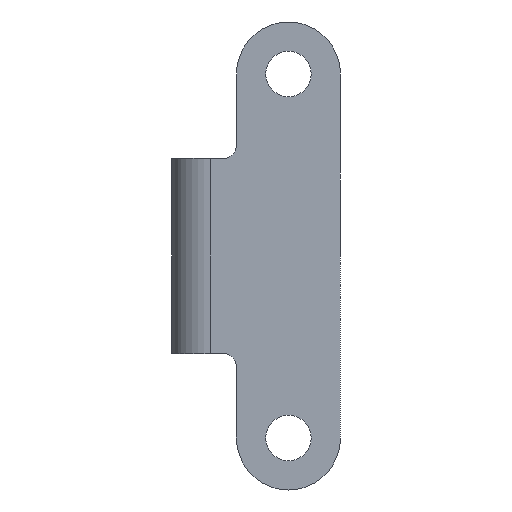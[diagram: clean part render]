
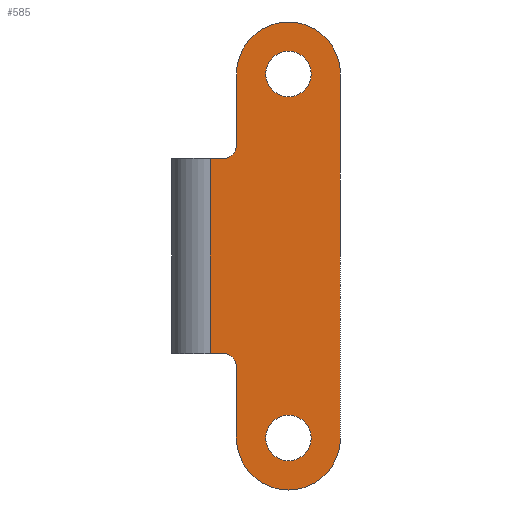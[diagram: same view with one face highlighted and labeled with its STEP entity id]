
A CAD part, front view. The second image highlights one B-rep face of the part: STEP entity #585.
In plain terms, the highlighted planar face has unit normal (0, -1, 0).
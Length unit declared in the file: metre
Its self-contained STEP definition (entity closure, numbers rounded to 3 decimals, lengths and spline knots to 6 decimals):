
#4 = CIRCLE ( 'NONE', #577, 0.00175 ) ;
#6 = CARTESIAN_POINT ( 'NONE',  ( 0.002, -0.003, -0.0085 ) ) ;
#7 = LINE ( 'NONE', #398, #284 ) ;
#8 = PLANE ( 'NONE',  #27 ) ;
#12 = VECTOR ( 'NONE', #168, 1. ) ;
#17 = VERTEX_POINT ( 'NONE', #253 ) ;
#23 = VERTEX_POINT ( 'NONE', #118 ) ;
#26 = AXIS2_PLACEMENT_3D ( 'NONE', #270, #520, #633 ) ;
#27 = AXIS2_PLACEMENT_3D ( 'NONE', #651, #328, #528 ) ;
#30 = DIRECTION ( 'NONE',  ( 0., 0., 1. ) ) ;
#32 = CARTESIAN_POINT ( 'NONE',  ( 0.01, -0.003, 0.014 ) ) ;
#34 = ORIENTED_EDGE ( 'NONE', *, *, #307, .F. ) ;
#40 = DIRECTION ( 'NONE',  ( 0., 0., -1. ) ) ;
#58 = CARTESIAN_POINT ( 'NONE',  ( 0.002, -0.003, -0.014 ) ) ;
#59 = EDGE_CURVE ( 'NONE', #413, #17, #377, .T. ) ;
#63 = CARTESIAN_POINT ( 'NONE',  ( 0.006, -0.003, -0.01575 ) ) ;
#65 = EDGE_CURVE ( 'NONE', #88, #797, #233, .T. ) ;
#81 = VERTEX_POINT ( 'NONE', #115 ) ;
#84 = CIRCLE ( 'NONE', #501, 0.001 ) ;
#88 = VERTEX_POINT ( 'NONE', #310 ) ;
#98 = DIRECTION ( 'NONE',  ( 0., 0., 1. ) ) ;
#115 = CARTESIAN_POINT ( 'NONE',  ( 0.002, -0.003, -0.014 ) ) ;
#118 = CARTESIAN_POINT ( 'NONE',  ( 0.006, -0.003, 0.01225 ) ) ;
#120 = ORIENTED_EDGE ( 'NONE', *, *, #343, .F. ) ;
#136 = DIRECTION ( 'NONE',  ( 1., 0., 0. ) ) ;
#142 = CARTESIAN_POINT ( 'NONE',  ( 0.001, -0.003, 0.0075 ) ) ;
#144 = VERTEX_POINT ( 'NONE', #142 ) ;
#145 = CARTESIAN_POINT ( 'NONE',  ( 0., -0.003, 0.0075 ) ) ;
#154 = ORIENTED_EDGE ( 'NONE', *, *, #293, .F. ) ;
#168 = DIRECTION ( 'NONE',  ( 0., 0., 1. ) ) ;
#170 = DIRECTION ( 'NONE',  ( 0., 1., 0. ) ) ;
#176 = EDGE_CURVE ( 'NONE', #629, #446, #7, .T. ) ;
#196 = DIRECTION ( 'NONE',  ( -1., 0., 0. ) ) ;
#203 = CIRCLE ( 'NONE', #831, 0.004 ) ;
#205 = EDGE_CURVE ( 'NONE', #144, #17, #751, .T. ) ;
#207 = DIRECTION ( 'NONE',  ( 0., 1., 0. ) ) ;
#214 = EDGE_CURVE ( 'NONE', #728, #442, #712, .T. ) ;
#217 = FACE_BOUND ( 'NONE', #757, .T. ) ;
#221 = CARTESIAN_POINT ( 'NONE',  ( 0.006, -0.003, 0.014 ) ) ;
#233 = LINE ( 'NONE', #746, #12 ) ;
#250 = ORIENTED_EDGE ( 'NONE', *, *, #426, .F. ) ;
#252 = EDGE_CURVE ( 'NONE', #629, #515, #84, .T. ) ;
#253 = CARTESIAN_POINT ( 'NONE',  ( 0.002, -0.003, 0.0085 ) ) ;
#258 = VECTOR ( 'NONE', #360, 1. ) ;
#264 = ORIENTED_EDGE ( 'NONE', *, *, #451, .T. ) ;
#270 = CARTESIAN_POINT ( 'NONE',  ( 0.001, -0.003, 0.0085 ) ) ;
#273 = EDGE_LOOP ( 'NONE', ( #363, #317, #264, #154, #498, #250, #120, #532, #304, #449, #34 ) ) ;
#284 = VECTOR ( 'NONE', #196, 1. ) ;
#286 = AXIS2_PLACEMENT_3D ( 'NONE', #800, #473, #98 ) ;
#290 = VERTEX_POINT ( 'NONE', #674 ) ;
#293 = EDGE_CURVE ( 'NONE', #88, #81, #739, .T. ) ;
#302 = EDGE_LOOP ( 'NONE', ( #429, #713 ) ) ;
#303 = LINE ( 'NONE', #58, #620 ) ;
#304 = ORIENTED_EDGE ( 'NONE', *, *, #205, .F. ) ;
#307 = EDGE_CURVE ( 'NONE', #446, #615, #538, .T. ) ;
#309 = VECTOR ( 'NONE', #136, 1. ) ;
#310 = CARTESIAN_POINT ( 'NONE',  ( 0.01, -0.003, -0.014 ) ) ;
#317 = ORIENTED_EDGE ( 'NONE', *, *, #252, .T. ) ;
#321 = CARTESIAN_POINT ( 'NONE',  ( 0., -0.003, -0.0075 ) ) ;
#324 = DIRECTION ( 'NONE',  ( 0., 0., 1. ) ) ;
#326 = AXIS2_PLACEMENT_3D ( 'NONE', #706, #496, #763 ) ;
#328 = DIRECTION ( 'NONE',  ( 0., 1., 0. ) ) ;
#332 = VERTEX_POINT ( 'NONE', #534 ) ;
#333 = FACE_BOUND ( 'NONE', #302, .T. ) ;
#343 = EDGE_CURVE ( 'NONE', #413, #332, #454, .T. ) ;
#360 = DIRECTION ( 'NONE',  ( 0., 0., 1. ) ) ;
#363 = ORIENTED_EDGE ( 'NONE', *, *, #176, .F. ) ;
#377 = LINE ( 'NONE', #755, #403 ) ;
#380 = CARTESIAN_POINT ( 'NONE',  ( 0.006, -0.003, 0.014 ) ) ;
#382 = DIRECTION ( 'NONE',  ( 0., 1., 0. ) ) ;
#398 = CARTESIAN_POINT ( 'NONE',  ( 0., -0.003, -0.0075 ) ) ;
#403 = VECTOR ( 'NONE', #40, 1. ) ;
#409 = CARTESIAN_POINT ( 'NONE',  ( 0.006, -0.003, -0.014 ) ) ;
#411 = DIRECTION ( 'NONE',  ( 0., 0., 1. ) ) ;
#413 = VERTEX_POINT ( 'NONE', #561 ) ;
#415 = AXIS2_PLACEMENT_3D ( 'NONE', #509, #207, #445 ) ;
#416 = CARTESIAN_POINT ( 'NONE',  ( 0.006, -0.003, -0.01225 ) ) ;
#426 = EDGE_CURVE ( 'NONE', #332, #797, #203, .T. ) ;
#429 = ORIENTED_EDGE ( 'NONE', *, *, #466, .T. ) ;
#442 = VERTEX_POINT ( 'NONE', #63 ) ;
#445 = DIRECTION ( 'NONE',  ( 0., 0., 1. ) ) ;
#446 = VERTEX_POINT ( 'NONE', #321 ) ;
#449 = ORIENTED_EDGE ( 'NONE', *, *, #554, .F. ) ;
#451 = EDGE_CURVE ( 'NONE', #515, #81, #303, .T. ) ;
#452 = AXIS2_PLACEMENT_3D ( 'NONE', #587, #382, #324 ) ;
#453 = DIRECTION ( 'NONE',  ( 0., 0., 1. ) ) ;
#454 = CIRCLE ( 'NONE', #286, 0.004 ) ;
#459 = CARTESIAN_POINT ( 'NONE',  ( 0., -0.003, 0.0075 ) ) ;
#466 = EDGE_CURVE ( 'NONE', #290, #23, #638, .T. ) ;
#468 = CIRCLE ( 'NONE', #415, 0.00175 ) ;
#473 = DIRECTION ( 'NONE',  ( 0., 1., 0. ) ) ;
#496 = DIRECTION ( 'NONE',  ( 0., 1., 0. ) ) ;
#498 = ORIENTED_EDGE ( 'NONE', *, *, #65, .T. ) ;
#500 = ORIENTED_EDGE ( 'NONE', *, *, #214, .T. ) ;
#501 = AXIS2_PLACEMENT_3D ( 'NONE', #639, #576, #453 ) ;
#509 = CARTESIAN_POINT ( 'NONE',  ( 0.006, -0.003, -0.014 ) ) ;
#515 = VERTEX_POINT ( 'NONE', #6 ) ;
#520 = DIRECTION ( 'NONE',  ( 0., -1., 0. ) ) ;
#528 = DIRECTION ( 'NONE',  ( 0., 0., 1. ) ) ;
#532 = ORIENTED_EDGE ( 'NONE', *, *, #59, .T. ) ;
#534 = CARTESIAN_POINT ( 'NONE',  ( 0.006, -0.003, 0.018 ) ) ;
#536 = ORIENTED_EDGE ( 'NONE', *, *, #807, .T. ) ;
#538 = LINE ( 'NONE', #677, #258 ) ;
#554 = EDGE_CURVE ( 'NONE', #615, #144, #724, .T. ) ;
#561 = CARTESIAN_POINT ( 'NONE',  ( 0.002, -0.003, 0.014 ) ) ;
#565 = DIRECTION ( 'NONE',  ( 0., 0., -1. ) ) ;
#576 = DIRECTION ( 'NONE',  ( 0., 1., 0. ) ) ;
#577 = AXIS2_PLACEMENT_3D ( 'NONE', #221, #732, #411 ) ;
#585 = ADVANCED_FACE ( 'NONE', ( #636, #333, #217 ), #8, .F. ) ;
#587 = CARTESIAN_POINT ( 'NONE',  ( 0.006, -0.003, -0.014 ) ) ;
#615 = VERTEX_POINT ( 'NONE', #459 ) ;
#616 = DIRECTION ( 'NONE',  ( 0., 0., 1. ) ) ;
#620 = VECTOR ( 'NONE', #565, 1. ) ;
#625 = DIRECTION ( 'NONE',  ( 0., 1., 0. ) ) ;
#629 = VERTEX_POINT ( 'NONE', #729 ) ;
#633 = DIRECTION ( 'NONE',  ( 0., 0., 1. ) ) ;
#636 = FACE_OUTER_BOUND ( 'NONE', #273, .T. ) ;
#638 = CIRCLE ( 'NONE', #326, 0.00175 ) ;
#639 = CARTESIAN_POINT ( 'NONE',  ( 0.001, -0.003, -0.0085 ) ) ;
#651 = CARTESIAN_POINT ( 'NONE',  ( 0., -0.003, 0.018 ) ) ;
#674 = CARTESIAN_POINT ( 'NONE',  ( 0.006, -0.003, 0.01575 ) ) ;
#677 = CARTESIAN_POINT ( 'NONE',  ( 0., -0.003, 0.018 ) ) ;
#706 = CARTESIAN_POINT ( 'NONE',  ( 0.006, -0.003, 0.014 ) ) ;
#712 = CIRCLE ( 'NONE', #452, 0.00175 ) ;
#713 = ORIENTED_EDGE ( 'NONE', *, *, #778, .T. ) ;
#724 = LINE ( 'NONE', #145, #309 ) ;
#728 = VERTEX_POINT ( 'NONE', #416 ) ;
#729 = CARTESIAN_POINT ( 'NONE',  ( 0.001, -0.003, -0.0075 ) ) ;
#732 = DIRECTION ( 'NONE',  ( 0., 1., 0. ) ) ;
#739 = CIRCLE ( 'NONE', #782, 0.004 ) ;
#746 = CARTESIAN_POINT ( 'NONE',  ( 0.01, -0.003, 0.014 ) ) ;
#751 = CIRCLE ( 'NONE', #26, 0.001 ) ;
#755 = CARTESIAN_POINT ( 'NONE',  ( 0.002, -0.003, 0.0085 ) ) ;
#757 = EDGE_LOOP ( 'NONE', ( #500, #536 ) ) ;
#763 = DIRECTION ( 'NONE',  ( 0., 0., 1. ) ) ;
#778 = EDGE_CURVE ( 'NONE', #23, #290, #4, .T. ) ;
#782 = AXIS2_PLACEMENT_3D ( 'NONE', #409, #170, #30 ) ;
#797 = VERTEX_POINT ( 'NONE', #32 ) ;
#800 = CARTESIAN_POINT ( 'NONE',  ( 0.006, -0.003, 0.014 ) ) ;
#807 = EDGE_CURVE ( 'NONE', #442, #728, #468, .T. ) ;
#831 = AXIS2_PLACEMENT_3D ( 'NONE', #380, #625, #616 ) ;
